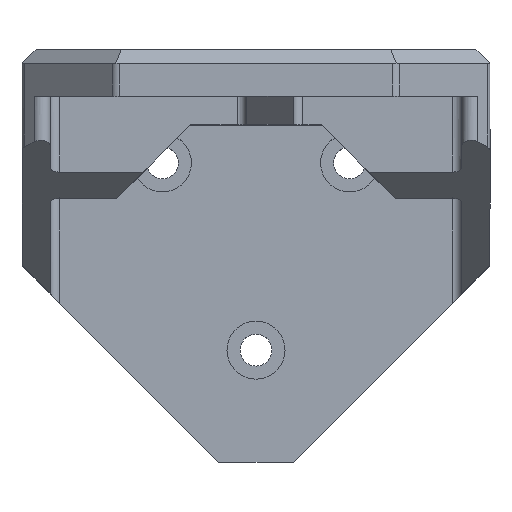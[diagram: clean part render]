
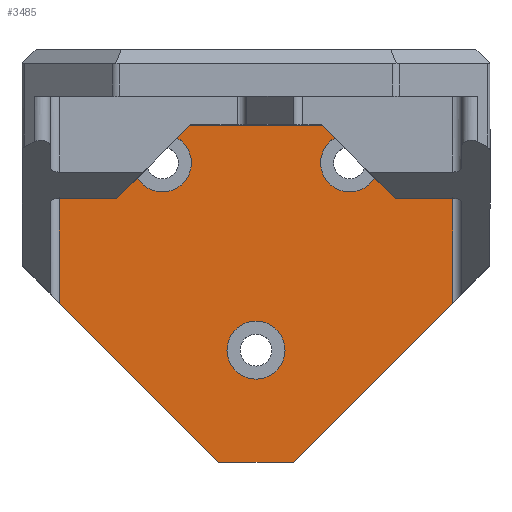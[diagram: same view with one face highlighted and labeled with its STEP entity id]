
A CAD part, top view. The second image highlights one B-rep face of the part: STEP entity #3485.
In plain terms, the highlighted planar face has unit normal (0, 0, 1).
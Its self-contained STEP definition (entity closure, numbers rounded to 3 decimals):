
#19 = DIRECTION ( 'NONE',  ( 0., 0., 1. ) ) ;
#41 = LINE ( 'NONE', #2102, #1328 ) ;
#43 = AXIS2_PLACEMENT_3D ( 'NONE', #3190, #1950, #2838 ) ;
#72 = CARTESIAN_POINT ( 'NONE',  ( 13.1, 10., 5. ) ) ;
#102 = VECTOR ( 'NONE', #3818, 1000. ) ;
#168 = ORIENTED_EDGE ( 'NONE', *, *, #3151, .F. ) ;
#175 = CARTESIAN_POINT ( 'NONE',  ( 0., -10., 5. ) ) ;
#207 = CARTESIAN_POINT ( 'NONE',  ( 0., 0., 5. ) ) ;
#210 = ORIENTED_EDGE ( 'NONE', *, *, #2718, .T. ) ;
#227 = VERTEX_POINT ( 'NONE', #1332 ) ;
#263 = ORIENTED_EDGE ( 'NONE', *, *, #3910, .T. ) ;
#268 = DIRECTION ( 'NONE',  ( 0., -1., 0. ) ) ;
#293 = VECTOR ( 'NONE', #268, 1000. ) ;
#295 = CARTESIAN_POINT ( 'NONE',  ( -6.9, 10., 5. ) ) ;
#309 = CARTESIAN_POINT ( 'NONE',  ( -21., 0., 5. ) ) ;
#329 = CARTESIAN_POINT ( 'NONE',  ( -10., 10., 5. ) ) ;
#390 = EDGE_LOOP ( 'NONE', ( #3724, #168 ) ) ;
#427 = CIRCLE ( 'NONE', #2627, 3.1 ) ;
#501 = CIRCLE ( 'NONE', #3464, 3.1 ) ;
#504 = FACE_BOUND ( 'NONE', #390, .T. ) ;
#529 = DIRECTION ( 'NONE',  ( 1., 0., 0. ) ) ;
#530 = EDGE_CURVE ( 'NONE', #3636, #2018, #1533, .T. ) ;
#654 = CARTESIAN_POINT ( 'NONE',  ( -25., -22., 5. ) ) ;
#656 = EDGE_CURVE ( 'NONE', #813, #2579, #1917, .T. ) ;
#740 = CARTESIAN_POINT ( 'NONE',  ( 10., 10., 5. ) ) ;
#768 = CARTESIAN_POINT ( 'NONE',  ( -4., -22., 5. ) ) ;
#794 = FACE_BOUND ( 'NONE', #3486, .T. ) ;
#813 = VERTEX_POINT ( 'NONE', #768 ) ;
#874 = CARTESIAN_POINT ( 'NONE',  ( 21., 14., 5. ) ) ;
#893 = DIRECTION ( 'NONE',  ( 1., 0., 0. ) ) ;
#924 = VERTEX_POINT ( 'NONE', #1526 ) ;
#989 = ORIENTED_EDGE ( 'NONE', *, *, #656, .T. ) ;
#1027 = DIRECTION ( 'NONE',  ( 1., 0., 0. ) ) ;
#1094 = VERTEX_POINT ( 'NONE', #1877 ) ;
#1102 = ORIENTED_EDGE ( 'NONE', *, *, #530, .T. ) ;
#1328 = VECTOR ( 'NONE', #3576, 1000. ) ;
#1332 = CARTESIAN_POINT ( 'NONE',  ( 21., -5., 5. ) ) ;
#1337 = VERTEX_POINT ( 'NONE', #295 ) ;
#1372 = LINE ( 'NONE', #3113, #2264 ) ;
#1387 = VECTOR ( 'NONE', #3763, 1000. ) ;
#1435 = CIRCLE ( 'NONE', #43, 3.1 ) ;
#1525 = ORIENTED_EDGE ( 'NONE', *, *, #1556, .T. ) ;
#1526 = CARTESIAN_POINT ( 'NONE',  ( -13.1, 10., 5. ) ) ;
#1533 = LINE ( 'NONE', #309, #293 ) ;
#1556 = EDGE_CURVE ( 'NONE', #2899, #3636, #1654, .T. ) ;
#1570 = ORIENTED_EDGE ( 'NONE', *, *, #3367, .T. ) ;
#1576 = CIRCLE ( 'NONE', #2150, 3.1 ) ;
#1593 = VERTEX_POINT ( 'NONE', #2891 ) ;
#1624 = EDGE_CURVE ( 'NONE', #924, #1337, #1435, .T. ) ;
#1654 = LINE ( 'NONE', #2224, #102 ) ;
#1704 = EDGE_CURVE ( 'NONE', #3139, #1593, #427, .T. ) ;
#1774 = ORIENTED_EDGE ( 'NONE', *, *, #1624, .F. ) ;
#1796 = CARTESIAN_POINT ( 'NONE',  ( 0., -10., 5. ) ) ;
#1821 = AXIS2_PLACEMENT_3D ( 'NONE', #329, #19, #893 ) ;
#1838 = AXIS2_PLACEMENT_3D ( 'NONE', #740, #2518, #3154 ) ;
#1877 = CARTESIAN_POINT ( 'NONE',  ( -3.1, -10., 5. ) ) ;
#1915 = CARTESIAN_POINT ( 'NONE',  ( 3.1, -10., 5. ) ) ;
#1917 = LINE ( 'NONE', #654, #3005 ) ;
#1950 = DIRECTION ( 'NONE',  ( 0., 0., 1. ) ) ;
#1956 = CARTESIAN_POINT ( 'NONE',  ( 21., 0., 5. ) ) ;
#1984 = DIRECTION ( 'NONE',  ( 0., 0., 1. ) ) ;
#2018 = VERTEX_POINT ( 'NONE', #2654 ) ;
#2026 = DIRECTION ( 'NONE',  ( 1., 0., 0. ) ) ;
#2102 = CARTESIAN_POINT ( 'NONE',  ( 13., -13., 5. ) ) ;
#2150 = AXIS2_PLACEMENT_3D ( 'NONE', #175, #3199, #529 ) ;
#2224 = CARTESIAN_POINT ( 'NONE',  ( 0., 14., 5. ) ) ;
#2228 = EDGE_CURVE ( 'NONE', #1337, #924, #2505, .T. ) ;
#2264 = VECTOR ( 'NONE', #2817, 1000. ) ;
#2505 = CIRCLE ( 'NONE', #1821, 3.1 ) ;
#2508 = EDGE_CURVE ( 'NONE', #1094, #3750, #1576, .T. ) ;
#2518 = DIRECTION ( 'NONE',  ( 0., 0., 1. ) ) ;
#2541 = LINE ( 'NONE', #1956, #1387 ) ;
#2579 = VERTEX_POINT ( 'NONE', #2645 ) ;
#2592 = CARTESIAN_POINT ( 'NONE',  ( 10., 10., 5. ) ) ;
#2613 = DIRECTION ( 'NONE',  ( 0., 0., 1. ) ) ;
#2627 = AXIS2_PLACEMENT_3D ( 'NONE', #2592, #1984, #3548 ) ;
#2642 = AXIS2_PLACEMENT_3D ( 'NONE', #207, #2613, #2026 ) ;
#2645 = CARTESIAN_POINT ( 'NONE',  ( 4., -22., 5. ) ) ;
#2654 = CARTESIAN_POINT ( 'NONE',  ( -21., -5., 5. ) ) ;
#2659 = EDGE_LOOP ( 'NONE', ( #3804, #1774 ) ) ;
#2718 = EDGE_CURVE ( 'NONE', #2018, #813, #1372, .T. ) ;
#2817 = DIRECTION ( 'NONE',  ( 0.707, -0.707, 0. ) ) ;
#2838 = DIRECTION ( 'NONE',  ( 1., 0., 0. ) ) ;
#2882 = DIRECTION ( 'NONE',  ( 1., 0., 0. ) ) ;
#2891 = CARTESIAN_POINT ( 'NONE',  ( 6.9, 10., 5. ) ) ;
#2899 = VERTEX_POINT ( 'NONE', #874 ) ;
#3005 = VECTOR ( 'NONE', #1027, 1000. ) ;
#3011 = CARTESIAN_POINT ( 'NONE',  ( -21., 14., 5. ) ) ;
#3109 = ORIENTED_EDGE ( 'NONE', *, *, #3458, .F. ) ;
#3113 = CARTESIAN_POINT ( 'NONE',  ( -13., -13., 5. ) ) ;
#3139 = VERTEX_POINT ( 'NONE', #72 ) ;
#3151 = EDGE_CURVE ( 'NONE', #1593, #3139, #3351, .T. ) ;
#3154 = DIRECTION ( 'NONE',  ( 1., 0., 0. ) ) ;
#3190 = CARTESIAN_POINT ( 'NONE',  ( -10., 10., 5. ) ) ;
#3199 = DIRECTION ( 'NONE',  ( 0., 0., 1. ) ) ;
#3208 = FACE_BOUND ( 'NONE', #2659, .T. ) ;
#3351 = CIRCLE ( 'NONE', #1838, 3.1 ) ;
#3367 = EDGE_CURVE ( 'NONE', #2579, #227, #41, .T. ) ;
#3458 = EDGE_CURVE ( 'NONE', #3750, #1094, #501, .T. ) ;
#3464 = AXIS2_PLACEMENT_3D ( 'NONE', #1796, #3491, #2882 ) ;
#3485 = ADVANCED_FACE ( 'NONE', ( #504, #3208, #794, #3502 ), #3819, .T. ) ;
#3486 = EDGE_LOOP ( 'NONE', ( #3109, #3886 ) ) ;
#3491 = DIRECTION ( 'NONE',  ( 0., 0., 1. ) ) ;
#3502 = FACE_OUTER_BOUND ( 'NONE', #3762, .T. ) ;
#3548 = DIRECTION ( 'NONE',  ( 1., 0., 0. ) ) ;
#3576 = DIRECTION ( 'NONE',  ( 0.707, 0.707, 0. ) ) ;
#3636 = VERTEX_POINT ( 'NONE', #3011 ) ;
#3724 = ORIENTED_EDGE ( 'NONE', *, *, #1704, .F. ) ;
#3750 = VERTEX_POINT ( 'NONE', #1915 ) ;
#3762 = EDGE_LOOP ( 'NONE', ( #1570, #263, #1525, #1102, #210, #989 ) ) ;
#3763 = DIRECTION ( 'NONE',  ( 0., 1., 0. ) ) ;
#3804 = ORIENTED_EDGE ( 'NONE', *, *, #2228, .F. ) ;
#3818 = DIRECTION ( 'NONE',  ( -1., 0., 0. ) ) ;
#3819 = PLANE ( 'NONE',  #2642 ) ;
#3886 = ORIENTED_EDGE ( 'NONE', *, *, #2508, .F. ) ;
#3910 = EDGE_CURVE ( 'NONE', #227, #2899, #2541, .T. ) ;
